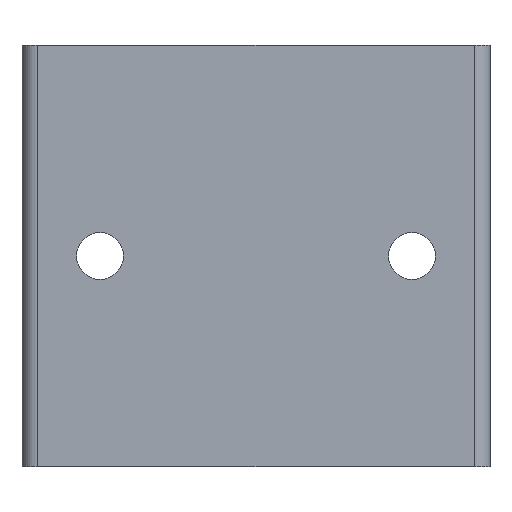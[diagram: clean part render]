
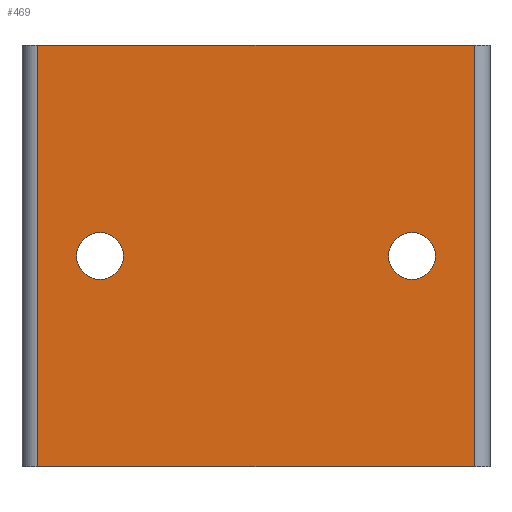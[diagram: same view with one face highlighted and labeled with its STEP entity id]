
A CAD part, front view. The second image highlights one B-rep face of the part: STEP entity #469.
In plain terms, the highlighted planar face has unit normal (0, -1, 0).
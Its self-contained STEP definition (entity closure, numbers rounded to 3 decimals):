
#6 = DIRECTION ( 'NONE',  ( 0., -1., 0. ) ) ;
#24 = CARTESIAN_POINT ( 'NONE',  ( -14., -5., 27. ) ) ;
#27 = VECTOR ( 'NONE', #63, 1000. ) ;
#40 = DIRECTION ( 'NONE',  ( -1., 0., 0. ) ) ;
#47 = LINE ( 'NONE', #838, #602 ) ;
#54 = LINE ( 'NONE', #118, #27 ) ;
#63 = DIRECTION ( 'NONE',  ( 0., 0., -1. ) ) ;
#67 = CIRCLE ( 'NONE', #664, 1.5 ) ;
#70 = VERTEX_POINT ( 'NONE', #847 ) ;
#71 = EDGE_CURVE ( 'NONE', #655, #578, #226, .T. ) ;
#72 = CARTESIAN_POINT ( 'NONE',  ( 8.5, -5., 13.5 ) ) ;
#101 = CIRCLE ( 'NONE', #371, 1.5 ) ;
#109 = ORIENTED_EDGE ( 'NONE', *, *, #319, .F. ) ;
#118 = CARTESIAN_POINT ( 'NONE',  ( 14., -5., 27. ) ) ;
#125 = VERTEX_POINT ( 'NONE', #656 ) ;
#181 = ORIENTED_EDGE ( 'NONE', *, *, #270, .F. ) ;
#199 = DIRECTION ( 'NONE',  ( 0., 1., 0. ) ) ;
#203 = CARTESIAN_POINT ( 'NONE',  ( -14., -5., 27. ) ) ;
#204 = EDGE_CURVE ( 'NONE', #125, #837, #47, .T. ) ;
#223 = LINE ( 'NONE', #856, #327 ) ;
#226 = LINE ( 'NONE', #24, #592 ) ;
#227 = CARTESIAN_POINT ( 'NONE',  ( -10., -5., 13.5 ) ) ;
#236 = DIRECTION ( 'NONE',  ( 0., 0., -1. ) ) ;
#241 = DIRECTION ( 'NONE',  ( 0., -1., 0. ) ) ;
#257 = DIRECTION ( 'NONE',  ( -1., 0., 0. ) ) ;
#259 = EDGE_CURVE ( 'NONE', #70, #314, #67, .T. ) ;
#262 = DIRECTION ( 'NONE',  ( 1., 0., 0. ) ) ;
#267 = ORIENTED_EDGE ( 'NONE', *, *, #204, .T. ) ;
#270 = EDGE_CURVE ( 'NONE', #662, #368, #850, .T. ) ;
#294 = EDGE_CURVE ( 'NONE', #655, #125, #223, .T. ) ;
#300 = AXIS2_PLACEMENT_3D ( 'NONE', #606, #6, #262 ) ;
#314 = VERTEX_POINT ( 'NONE', #459 ) ;
#319 = EDGE_CURVE ( 'NONE', #578, #837, #54, .T. ) ;
#327 = VECTOR ( 'NONE', #236, 1000. ) ;
#329 = CIRCLE ( 'NONE', #300, 1.5 ) ;
#341 = PLANE ( 'NONE',  #389 ) ;
#349 = AXIS2_PLACEMENT_3D ( 'NONE', #790, #451, #40 ) ;
#362 = ORIENTED_EDGE ( 'NONE', *, *, #391, .F. ) ;
#368 = VERTEX_POINT ( 'NONE', #462 ) ;
#370 = CARTESIAN_POINT ( 'NONE',  ( 14., -5., 0. ) ) ;
#371 = AXIS2_PLACEMENT_3D ( 'NONE', #394, #241, #257 ) ;
#389 = AXIS2_PLACEMENT_3D ( 'NONE', #203, #199, #682 ) ;
#391 = EDGE_CURVE ( 'NONE', #368, #662, #101, .T. ) ;
#394 = CARTESIAN_POINT ( 'NONE',  ( 10., -5., 13.5 ) ) ;
#395 = ORIENTED_EDGE ( 'NONE', *, *, #259, .F. ) ;
#415 = EDGE_LOOP ( 'NONE', ( #267, #109, #474, #684 ) ) ;
#419 = FACE_BOUND ( 'NONE', #463, .T. ) ;
#445 = DIRECTION ( 'NONE',  ( 1., 0., 0. ) ) ;
#451 = DIRECTION ( 'NONE',  ( 0., -1., 0. ) ) ;
#459 = CARTESIAN_POINT ( 'NONE',  ( -8.5, -5., 13.5 ) ) ;
#462 = CARTESIAN_POINT ( 'NONE',  ( 11.5, -5., 13.5 ) ) ;
#463 = EDGE_LOOP ( 'NONE', ( #604, #395 ) ) ;
#469 = ADVANCED_FACE ( 'NONE', ( #419, #625, #754 ), #341, .F. ) ;
#474 = ORIENTED_EDGE ( 'NONE', *, *, #71, .F. ) ;
#506 = DIRECTION ( 'NONE',  ( 0., -1., 0. ) ) ;
#535 = EDGE_LOOP ( 'NONE', ( #362, #181 ) ) ;
#578 = VERTEX_POINT ( 'NONE', #695 ) ;
#588 = EDGE_CURVE ( 'NONE', #314, #70, #329, .T. ) ;
#592 = VECTOR ( 'NONE', #784, 1000. ) ;
#602 = VECTOR ( 'NONE', #445, 1000. ) ;
#604 = ORIENTED_EDGE ( 'NONE', *, *, #588, .F. ) ;
#606 = CARTESIAN_POINT ( 'NONE',  ( -10., -5., 13.5 ) ) ;
#625 = FACE_BOUND ( 'NONE', #535, .T. ) ;
#655 = VERTEX_POINT ( 'NONE', #681 ) ;
#656 = CARTESIAN_POINT ( 'NONE',  ( -14., -5., 0. ) ) ;
#662 = VERTEX_POINT ( 'NONE', #72 ) ;
#664 = AXIS2_PLACEMENT_3D ( 'NONE', #227, #506, #773 ) ;
#681 = CARTESIAN_POINT ( 'NONE',  ( -14., -5., 27. ) ) ;
#682 = DIRECTION ( 'NONE',  ( -1., 0., 0. ) ) ;
#684 = ORIENTED_EDGE ( 'NONE', *, *, #294, .T. ) ;
#695 = CARTESIAN_POINT ( 'NONE',  ( 14., -5., 27. ) ) ;
#754 = FACE_OUTER_BOUND ( 'NONE', #415, .T. ) ;
#773 = DIRECTION ( 'NONE',  ( 1., 0., 0. ) ) ;
#784 = DIRECTION ( 'NONE',  ( 1., 0., 0. ) ) ;
#790 = CARTESIAN_POINT ( 'NONE',  ( 10., -5., 13.5 ) ) ;
#837 = VERTEX_POINT ( 'NONE', #370 ) ;
#838 = CARTESIAN_POINT ( 'NONE',  ( -14., -5., 0. ) ) ;
#847 = CARTESIAN_POINT ( 'NONE',  ( -11.5, -5., 13.5 ) ) ;
#850 = CIRCLE ( 'NONE', #349, 1.5 ) ;
#856 = CARTESIAN_POINT ( 'NONE',  ( -14., -5., 27. ) ) ;
